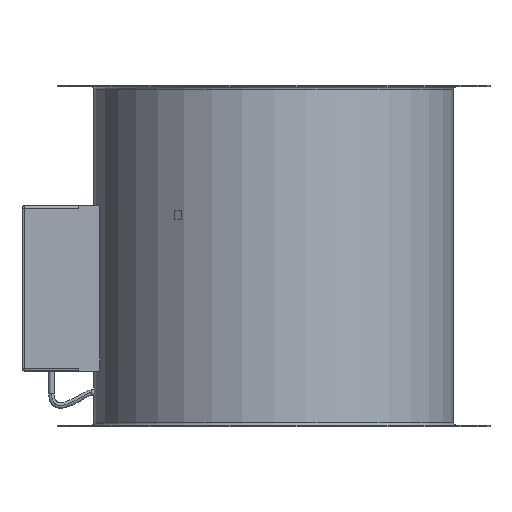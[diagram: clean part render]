
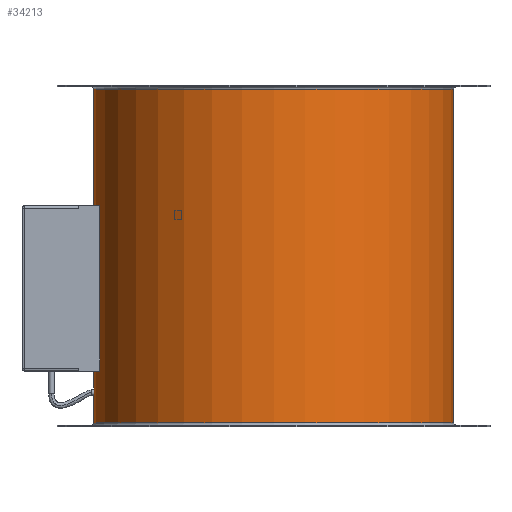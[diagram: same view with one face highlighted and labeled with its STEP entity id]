
A CAD part, front view. The second image highlights one B-rep face of the part: STEP entity #34213.
In plain terms, the highlighted cylindrical face has radius 158 mm (diameter 316 mm), a partial arc.
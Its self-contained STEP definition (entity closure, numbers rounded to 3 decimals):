
#1288 = DIRECTION ( 'NONE',  ( 0., 0., 1. ) ) ;
#2298 = AXIS2_PLACEMENT_3D ( 'NONE', #19046, #18445, #50909 ) ;
#2811 = DIRECTION ( 'NONE',  ( 1., 0., 0. ) ) ;
#3354 = CARTESIAN_POINT ( 'NONE',  ( -157.928, -4.765, -126.641 ) ) ;
#3395 = DIRECTION ( 'NONE',  ( 0., 0., 1. ) ) ;
#3652 = CARTESIAN_POINT ( 'NONE',  ( -157.839, -7.141, -113.514 ) ) ;
#3947 = CARTESIAN_POINT ( 'NONE',  ( -158., -0.587, -110. ) ) ;
#4136 = VERTEX_POINT ( 'NONE', #32904 ) ;
#5131 = DIRECTION ( 'NONE',  ( 0., 0., 1. ) ) ;
#6648 = CARTESIAN_POINT ( 'NONE',  ( -158., 0., 161.879 ) ) ;
#7816 = CARTESIAN_POINT ( 'NONE',  ( -158., 0., -128. ) ) ;
#7822 = CARTESIAN_POINT ( 'NONE',  ( -157.743, -9., -118.399 ) ) ;
#8105 = CARTESIAN_POINT ( 'NONE',  ( -157.855, -6.783, -124.944 ) ) ;
#8392 = CARTESIAN_POINT ( 'NONE',  ( -157.905, -5.501, -126.148 ) ) ;
#8976 = CARTESIAN_POINT ( 'NONE',  ( -158., 0., -110. ) ) ;
#12303 = CARTESIAN_POINT ( 'NONE',  ( -157.838, -7.163, -124.48 ) ) ;
#12498 = EDGE_CURVE ( 'NONE', #57800, #55901, #30835, .T. ) ;
#12592 = CARTESIAN_POINT ( 'NONE',  ( -157.997, -1.183, -127.942 ) ) ;
#12870 = CARTESIAN_POINT ( 'NONE',  ( -157.756, -8.772, -121.036 ) ) ;
#13170 = CARTESIAN_POINT ( 'NONE',  ( -157.864, -6.567, -112.839 ) ) ;
#13465 = CARTESIAN_POINT ( 'NONE',  ( -158., 0., -128. ) ) ;
#15011 = CARTESIAN_POINT ( 'NONE',  ( 158., 0., 146.5 ) ) ;
#16760 = CARTESIAN_POINT ( 'NONE',  ( -157.743, -9., -119.586 ) ) ;
#17054 = CARTESIAN_POINT ( 'NONE',  ( -157.936, -4.509, -126.795 ) ) ;
#17341 = CARTESIAN_POINT ( 'NONE',  ( -157.77, -8.53, -121.886 ) ) ;
#17627 = CARTESIAN_POINT ( 'NONE',  ( -157.756, -8.769, -116.952 ) ) ;
#17924 = CARTESIAN_POINT ( 'NONE',  ( -157.888, -5.954, -125.775 ) ) ;
#18445 = DIRECTION ( 'NONE',  ( 0., 0., 1. ) ) ;
#18519 = LINE ( 'NONE', #50094, #31986 ) ;
#18559 = DIRECTION ( 'NONE',  ( 1., 0., 0. ) ) ;
#19046 = CARTESIAN_POINT ( 'NONE',  ( 0., 0., 146.5 ) ) ;
#20344 = LINE ( 'NONE', #6648, #55824 ) ;
#21805 = CARTESIAN_POINT ( 'NONE',  ( -157.831, -7.318, -113.753 ) ) ;
#22093 = CARTESIAN_POINT ( 'NONE',  ( -157.929, -4.752, -111.351 ) ) ;
#22377 = CARTESIAN_POINT ( 'NONE',  ( -157.974, -2.895, -110.473 ) ) ;
#25832 = VECTOR ( 'NONE', #44011, 1000. ) ;
#26561 = CARTESIAN_POINT ( 'NONE',  ( -157.983, -2.331, -110.302 ) ) ;
#26852 = CARTESIAN_POINT ( 'NONE',  ( -157.936, -4.497, -111.198 ) ) ;
#27791 = VERTEX_POINT ( 'NONE', #7816 ) ;
#28686 = CARTESIAN_POINT ( 'NONE',  ( -158., 0., 146.5 ) ) ;
#30216 = CARTESIAN_POINT ( 'NONE',  ( -158., 0., -146.5 ) ) ;
#30835 = CIRCLE ( 'NONE', #2298, 158. ) ;
#31171 = VERTEX_POINT ( 'NONE', #33907 ) ;
#31345 = CARTESIAN_POINT ( 'NONE',  ( -157.76, -8.697, -116.666 ) ) ;
#31986 = VECTOR ( 'NONE', #5131, 1000. ) ;
#32041 = EDGE_CURVE ( 'NONE', #31171, #57800, #20344, .T. ) ;
#32572 = EDGE_CURVE ( 'NONE', #31171, #27791, #56086, .T. ) ;
#32904 = CARTESIAN_POINT ( 'NONE',  ( 158., 0., -146.5 ) ) ;
#33907 = CARTESIAN_POINT ( 'NONE',  ( -158., 0., -110. ) ) ;
#34213 = ADVANCED_FACE ( 'NONE', ( #43040 ), #39428, .T. ) ;
#35109 = EDGE_CURVE ( 'NONE', #40608, #4136, #58581, .T. ) ;
#35233 = CARTESIAN_POINT ( 'NONE',  ( -157.956, -3.724, -127.199 ) ) ;
#35808 = CARTESIAN_POINT ( 'NONE',  ( -157.775, -8.425, -115.82 ) ) ;
#36100 = CARTESIAN_POINT ( 'NONE',  ( -157.95, -3.989, -127.073 ) ) ;
#36755 = AXIS2_PLACEMENT_3D ( 'NONE', #48075, #3395, #2811 ) ;
#37254 = ORIENTED_EDGE ( 'NONE', *, *, #32572, .T. ) ;
#37334 = CARTESIAN_POINT ( 'NONE',  ( 0., 0., -146.5 ) ) ;
#38936 = LINE ( 'NONE', #48462, #25832 ) ;
#39428 = CYLINDRICAL_SURFACE ( 'NONE', #36755, 158. ) ;
#39683 = CARTESIAN_POINT ( 'NONE',  ( -157.889, -5.944, -112.217 ) ) ;
#39978 = CARTESIAN_POINT ( 'NONE',  ( -157.76, -8.701, -121.321 ) ) ;
#40267 = CARTESIAN_POINT ( 'NONE',  ( -157.987, -2.041, -110.23 ) ) ;
#40553 = CARTESIAN_POINT ( 'NONE',  ( -157.747, -8.941, -117.815 ) ) ;
#40608 = VERTEX_POINT ( 'NONE', #30216 ) ;
#41800 = ORIENTED_EDGE ( 'NONE', *, *, #58008, .T. ) ;
#43040 = FACE_OUTER_BOUND ( 'NONE', #46788, .T. ) ;
#43399 = AXIS2_PLACEMENT_3D ( 'NONE', #37334, #1288, #18559 ) ;
#43589 = DIRECTION ( 'NONE',  ( 0., 0., 1. ) ) ;
#43883 = CARTESIAN_POINT ( 'NONE',  ( -157.984, -2.347, -127.709 ) ) ;
#44011 = DIRECTION ( 'NONE',  ( 0., 0., 1. ) ) ;
#44172 = CARTESIAN_POINT ( 'NONE',  ( -158., -0.595, -128. ) ) ;
#44464 = CARTESIAN_POINT ( 'NONE',  ( -157.855, -6.765, -113.057 ) ) ;
#44754 = CARTESIAN_POINT ( 'NONE',  ( -157.77, -8.525, -116.101 ) ) ;
#45043 = CARTESIAN_POINT ( 'NONE',  ( -157.793, -8.086, -115.004 ) ) ;
#46788 = EDGE_LOOP ( 'NONE', ( #51177, #53491, #41800, #57140, #56916, #37254 ) ) ;
#48075 = CARTESIAN_POINT ( 'NONE',  ( 0., 0., 161.879 ) ) ;
#48462 = CARTESIAN_POINT ( 'NONE',  ( -158., 0., 161.879 ) ) ;
#48630 = CARTESIAN_POINT ( 'NONE',  ( -157.997, -1.171, -110.057 ) ) ;
#49205 = CARTESIAN_POINT ( 'NONE',  ( -157.905, -5.491, -111.845 ) ) ;
#49788 = CARTESIAN_POINT ( 'NONE',  ( -157.95, -3.978, -110.921 ) ) ;
#50094 = CARTESIAN_POINT ( 'NONE',  ( 158., 0., 161.879 ) ) ;
#50909 = DIRECTION ( 'NONE',  ( 1., 0., 0. ) ) ;
#51177 = ORIENTED_EDGE ( 'NONE', *, *, #55423, .F. ) ;
#53376 = CARTESIAN_POINT ( 'NONE',  ( -157.807, -7.815, -123.502 ) ) ;
#53491 = ORIENTED_EDGE ( 'NONE', *, *, #35109, .T. ) ;
#53659 = CARTESIAN_POINT ( 'NONE',  ( -157.793, -8.091, -122.985 ) ) ;
#53950 = CARTESIAN_POINT ( 'NONE',  ( -157.963, -3.447, -110.671 ) ) ;
#54235 = CARTESIAN_POINT ( 'NONE',  ( -157.974, -2.912, -127.536 ) ) ;
#55423 = EDGE_CURVE ( 'NONE', #40608, #27791, #38936, .T. ) ;
#55824 = VECTOR ( 'NONE', #43589, 1000. ) ;
#55901 = VERTEX_POINT ( 'NONE', #15011 ) ;
#56086 = B_SPLINE_CURVE_WITH_KNOTS ( 'NONE', 3,
 ( #8976, #3947, #48630, #40267, #26561, #22377, #53950, #49788, #26852, #22093, #49205, #39683, #13170, #44464, #3652, #21805, #58414, #45043, #35808, #44754, #31345, #17627, #40553, #7822, #16760, #58710, #12870, #39978, #17341, #57834, #53659, #53376, #12303, #8105, #17924, #8392, #3354, #17054, #36100, #35233, #54235, #43883, #12592, #44172, #13465 ),
 .UNSPECIFIED., .F., .F.,
 ( 4, 2, 2, 1, 2, 2, 2, 2, 2, 2, 2, 2, 2, 2, 2, 2, 2, 2, 2, 2, 2, 2, 4 ),
 ( 0.028, 0.03, 0.031, 0.032, 0.033, 0.033, 0.035, 0.036, 0.037, 0.039, 0.04, 0.04, 0.042, 0.044, 0.045, 0.046, 0.047, 0.049, 0.051, 0.052, 0.053, 0.055, 0.056 ),
 .UNSPECIFIED. ) ;
#56916 = ORIENTED_EDGE ( 'NONE', *, *, #32041, .F. ) ;
#57140 = ORIENTED_EDGE ( 'NONE', *, *, #12498, .F. ) ;
#57800 = VERTEX_POINT ( 'NONE', #28686 ) ;
#57834 = CARTESIAN_POINT ( 'NONE',  ( -157.775, -8.43, -122.167 ) ) ;
#58008 = EDGE_CURVE ( 'NONE', #4136, #55901, #18519, .T. ) ;
#58414 = CARTESIAN_POINT ( 'NONE',  ( -157.807, -7.809, -114.487 ) ) ;
#58581 = CIRCLE ( 'NONE', #43399, 158. ) ;
#58710 = CARTESIAN_POINT ( 'NONE',  ( -157.747, -8.942, -120.173 ) ) ;
